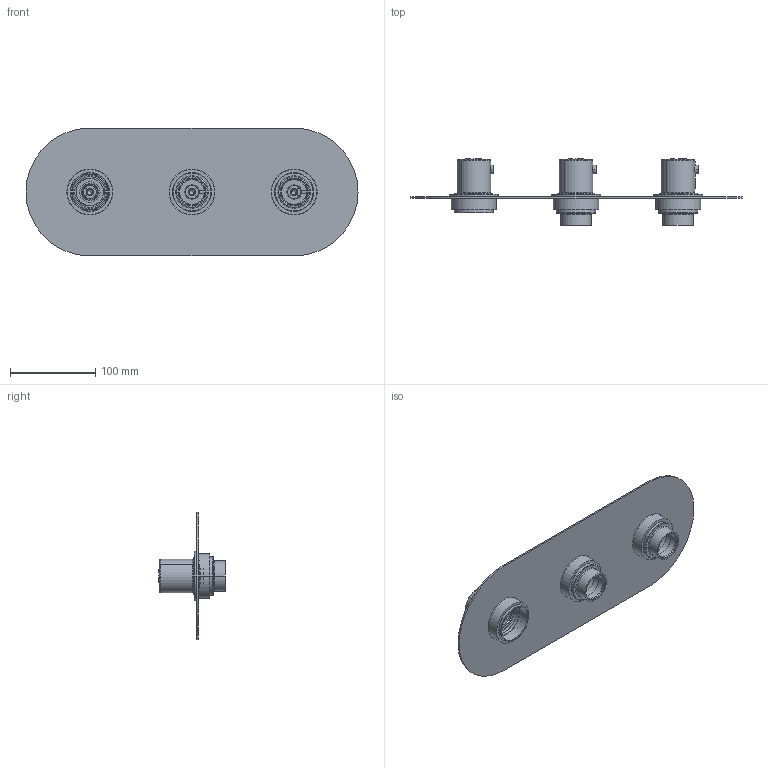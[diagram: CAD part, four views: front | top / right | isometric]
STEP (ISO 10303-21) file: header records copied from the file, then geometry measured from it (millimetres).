
FILE_DESCRIPTION((''),'2;1');
FILE_NAME('SM01V200_ASM','2020-09-21T',('AdrianoZ'),(''),'PRO/ENGINEER BY PARAMETRIC TECHNOLOGY CORPORATION, 2004150','PRO/ENGINEER BY PARAMETRIC TECHNOLOGY CORPORATION, 2004150','');
FILE_SCHEMA(('CONFIG_CONTROL_DESIGN'));
Length unit declared in the file: millimetre
Products named in the file (15): PI_114; CP_17; CP_92; 32148; PG_18; LI_03FV_RR; MC_KR; PU_05; MO_14_COMPRESSA; PE_15; IN_05; 021_KR01L55_ASM; LE_12; 027_KR01L13_ASM; SM01V200_ASM
Assembly tree (22 placements, depth 3):
  SM01V200_ASM
    PI_114
    CP_17
    CP_92  x2
    32148  x3
    PG_18  x3
    LI_03FV_RR
    021_KR01L55_ASM
      MC_KR
      PU_05
      MO_14_COMPRESSA
      PE_15
      IN_05
    027_KR01L13_ASM  x2
      MC_KR
      LE_12
      IN_05
Bounding box: 390 x 78.6 x 150 mm (x, y, z)
Volume: 243480 mm3; surface area: 219665.3 mm2
Topology: 22 solids, 42 shells, 1647 faces, 4264 edges, 2693 vertices
Faces by surface type: plane 1019, cylinder 413, torus 120, cone 78, sphere 12, bspline 5
Entity records: 27426 total; most frequent: CARTESIAN_POINT 6526, DIRECTION 4499, ORIENTED_EDGE 4194, EDGE_CURVE 2118, AXIS2_PLACEMENT_3D 1657, VERTEX_POINT 1341, VECTOR 1185, LINE 1185
